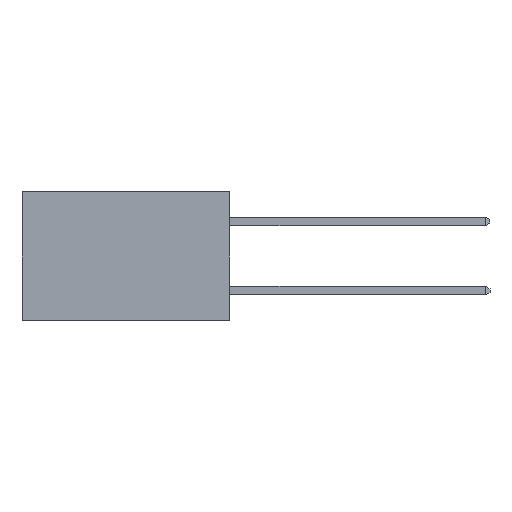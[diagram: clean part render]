
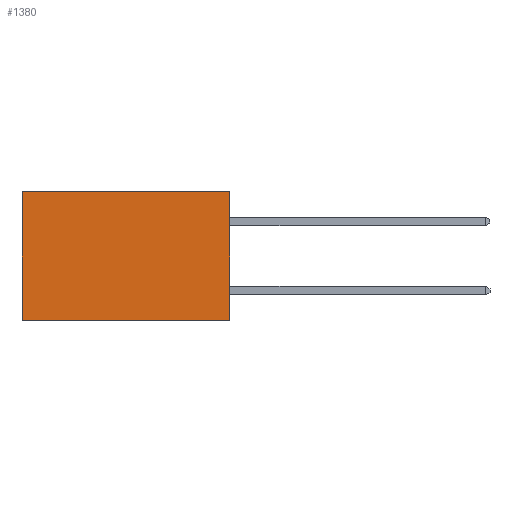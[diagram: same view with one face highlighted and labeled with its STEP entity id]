
A CAD part, left-side view. The second image highlights one B-rep face of the part: STEP entity #1380.
In plain terms, the highlighted planar face has unit normal (-1, 0, 0).
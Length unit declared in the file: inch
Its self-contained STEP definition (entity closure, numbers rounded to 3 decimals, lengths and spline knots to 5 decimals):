
#132 = ORIENTED_EDGE ( 'NONE', *, *, #783, .T. ) ;
#339 = DIRECTION ( 'NONE',  ( 0., 1., 0. ) ) ;
#736 = LINE ( 'NONE', #1497, #4106 ) ;
#783 = EDGE_CURVE ( 'NONE', #5307, #4381, #7733, .T. ) ;
#1380 = ADVANCED_FACE ( 'NONE', ( #7810 ), #2864, .F. ) ;
#1497 = CARTESIAN_POINT ( 'NONE',  ( 0.2615, 0., 0. ) ) ;
#1648 = CARTESIAN_POINT ( 'NONE',  ( 0.2615, 0.6, 0. ) ) ;
#2084 = VECTOR ( 'NONE', #8037, 39.37008 ) ;
#2729 = VECTOR ( 'NONE', #7080, 39.37008 ) ;
#2805 = DIRECTION ( 'NONE',  ( 0., 0., -1. ) ) ;
#2814 = DIRECTION ( 'NONE',  ( 1., 0., 0. ) ) ;
#2864 = PLANE ( 'NONE',  #8329 ) ;
#2947 = EDGE_LOOP ( 'NONE', ( #132, #3917, #6718, #6631 ) ) ;
#2965 = EDGE_CURVE ( 'NONE', #6236, #5307, #736, .T. ) ;
#3058 = CARTESIAN_POINT ( 'NONE',  ( 0.2615, 0., -0.37 ) ) ;
#3453 = DIRECTION ( 'NONE',  ( 0., 0., -1. ) ) ;
#3694 = CARTESIAN_POINT ( 'NONE',  ( 0.2615, 0., -0.37 ) ) ;
#3820 = EDGE_CURVE ( 'NONE', #7389, #4381, #3892, .T. ) ;
#3892 = LINE ( 'NONE', #8122, #2084 ) ;
#3917 = ORIENTED_EDGE ( 'NONE', *, *, #3820, .F. ) ;
#4106 = VECTOR ( 'NONE', #339, 39.37008 ) ;
#4203 = VECTOR ( 'NONE', #3453, 39.37008 ) ;
#4381 = VERTEX_POINT ( 'NONE', #5656 ) ;
#4903 = EDGE_CURVE ( 'NONE', #6236, #7389, #5884, .T. ) ;
#5307 = VERTEX_POINT ( 'NONE', #1648 ) ;
#5656 = CARTESIAN_POINT ( 'NONE',  ( 0.2615, 0.6, -0.37 ) ) ;
#5884 = LINE ( 'NONE', #3694, #4203 ) ;
#6236 = VERTEX_POINT ( 'NONE', #8020 ) ;
#6631 = ORIENTED_EDGE ( 'NONE', *, *, #2965, .T. ) ;
#6718 = ORIENTED_EDGE ( 'NONE', *, *, #4903, .F. ) ;
#7080 = DIRECTION ( 'NONE',  ( 0., 0., -1. ) ) ;
#7107 = CARTESIAN_POINT ( 'NONE',  ( 0.2615, 0.6, -0.37 ) ) ;
#7389 = VERTEX_POINT ( 'NONE', #7458 ) ;
#7458 = CARTESIAN_POINT ( 'NONE',  ( 0.2615, 0., -0.37 ) ) ;
#7733 = LINE ( 'NONE', #7107, #2729 ) ;
#7810 = FACE_OUTER_BOUND ( 'NONE', #2947, .T. ) ;
#8020 = CARTESIAN_POINT ( 'NONE',  ( 0.2615, 0., 0. ) ) ;
#8037 = DIRECTION ( 'NONE',  ( 0., 1., 0. ) ) ;
#8122 = CARTESIAN_POINT ( 'NONE',  ( 0.2615, 0., -0.37 ) ) ;
#8329 = AXIS2_PLACEMENT_3D ( 'NONE', #3058, #2814, #2805 ) ;
